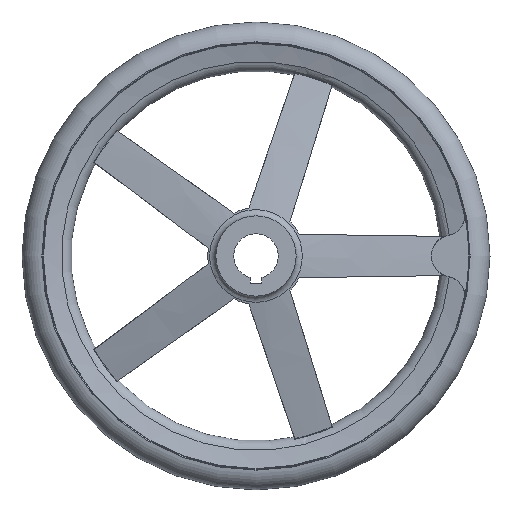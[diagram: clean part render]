
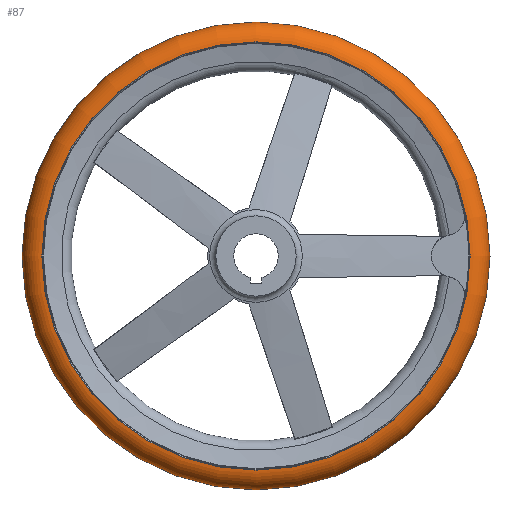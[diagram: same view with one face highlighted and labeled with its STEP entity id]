
A CAD part, front view. The second image highlights one B-rep face of the part: STEP entity #87.
In plain terms, the highlighted toroidal (fillet/blend) face has major radius 143.5 mm and minor radius 14 mm.
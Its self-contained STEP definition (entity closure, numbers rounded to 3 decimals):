
#87 = ADVANCED_FACE( '', ( #227, #228, #229 ), #230, .T. );
#227 = FACE_BOUND( '', #442, .T. );
#228 = FACE_OUTER_BOUND( '', #443, .T. );
#229 = FACE_OUTER_BOUND( '', #444, .T. );
#230 = TOROIDAL_SURFACE( '', #445, 143.5, 14. );
#442 = VERTEX_LOOP( '', #690 );
#443 = EDGE_LOOP( '', ( #691 ) );
#444 = EDGE_LOOP( '', ( #692 ) );
#445 = AXIS2_PLACEMENT_3D( '', #693, #694, #695 );
#690 = VERTEX_POINT( '', #1250 );
#691 = ORIENTED_EDGE( '', *, *, #1251, .T. );
#692 = ORIENTED_EDGE( '', *, *, #1252, .F. );
#693 = CARTESIAN_POINT( '', ( 0., 42., 0. ) );
#694 = DIRECTION( '', ( 0., -1., 0. ) );
#695 = DIRECTION( '', ( 0., 0., -1. ) );
#1250 = CARTESIAN_POINT( '', ( 0., 42., -157.5 ) );
#1251 = EDGE_CURVE( '', #1477, #1477, #1478, .T. );
#1252 = EDGE_CURVE( '', #1479, #1479, #1480, .T. );
#1477 = VERTEX_POINT( '', #1824 );
#1478 = CIRCLE( '', #1825, 144.083 );
#1479 = VERTEX_POINT( '', #1826 );
#1480 = CIRCLE( '', #1827, 144.083 );
#1824 = CARTESIAN_POINT( '', ( 0., 55.988, -144.083 ) );
#1825 = AXIS2_PLACEMENT_3D( '', #2858, #2859, #2860 );
#1826 = CARTESIAN_POINT( '', ( 0., 28.012, -144.083 ) );
#1827 = AXIS2_PLACEMENT_3D( '', #2861, #2862, #2863 );
#2858 = CARTESIAN_POINT( '', ( 0., 55.988, 0. ) );
#2859 = DIRECTION( '', ( 0., -1., 0. ) );
#2860 = DIRECTION( '', ( 0., 0., -1. ) );
#2861 = CARTESIAN_POINT( '', ( 0., 28.012, 0. ) );
#2862 = DIRECTION( '', ( 0., -1., 0. ) );
#2863 = DIRECTION( '', ( 0., 0., -1. ) );
